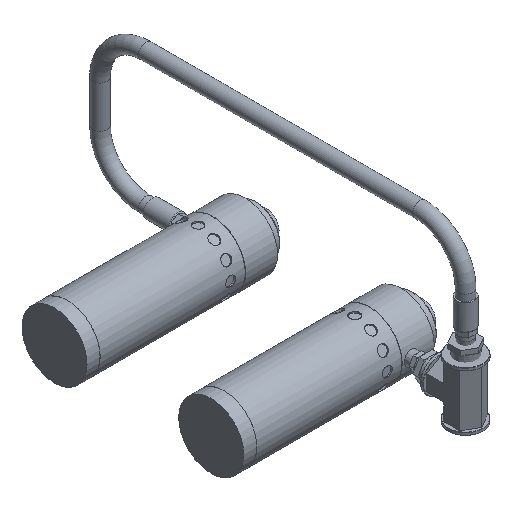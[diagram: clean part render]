
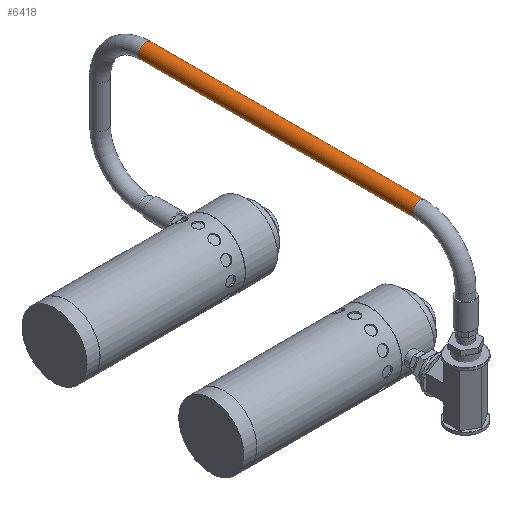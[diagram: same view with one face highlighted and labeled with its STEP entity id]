
A CAD part, isometric view. The second image highlights one B-rep face of the part: STEP entity #6418.
In plain terms, the highlighted cylindrical face has radius 7.144 mm (diameter 14.288 mm), a full revolution.
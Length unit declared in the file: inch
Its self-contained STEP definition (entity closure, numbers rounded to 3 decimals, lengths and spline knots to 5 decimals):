
#6387=CARTESIAN_POINT('',(1.82293,3.16939,5.102));
#6388=VERTEX_POINT('',#6387);
#6389=CARTESIAN_POINT('',(2.10418,3.16939,5.102));
#6390=DIRECTION('',(0.0,-1.0,0.0));
#6391=DIRECTION('',(1.0,0.0,0.0));
#6392=AXIS2_PLACEMENT_3D('',#6389,#6390,#6391);
#6393=CIRCLE('',#6392,0.28125);
#6394=EDGE_CURVE('',#6388,#6388,#6393,.T.);
#6399=CARTESIAN_POINT('',(2.10418,-7.33061,5.102));
#6400=DIRECTION('',(0.,1.0,0.));
#6401=DIRECTION('',(1.0,0.0,0.0));
#6402=AXIS2_PLACEMENT_3D('',#6399,#6400,#6401);
#6403=CYLINDRICAL_SURFACE('',#6402,0.28125);
#6404=ORIENTED_EDGE('',*,*,#6394,.T.);
#6405=EDGE_LOOP('',(#6404));
#6406=FACE_OUTER_BOUND('',#6405,.T.);
#6407=CARTESIAN_POINT('',(1.82293,-7.33061,5.102));
#6408=VERTEX_POINT('',#6407);
#6409=CARTESIAN_POINT('',(2.10418,-7.33061,5.102));
#6410=DIRECTION('',(0.0,-1.0,0.0));
#6411=DIRECTION('',(1.0,0.0,0.0));
#6412=AXIS2_PLACEMENT_3D('',#6409,#6410,#6411);
#6413=CIRCLE('',#6412,0.28125);
#6414=EDGE_CURVE('',#6408,#6408,#6413,.T.);
#6415=ORIENTED_EDGE('',*,*,#6414,.F.);
#6416=EDGE_LOOP('',(#6415));
#6417=FACE_BOUND('',#6416,.T.);
#6418=ADVANCED_FACE('',(#6406,#6417),#6403,.T.);
